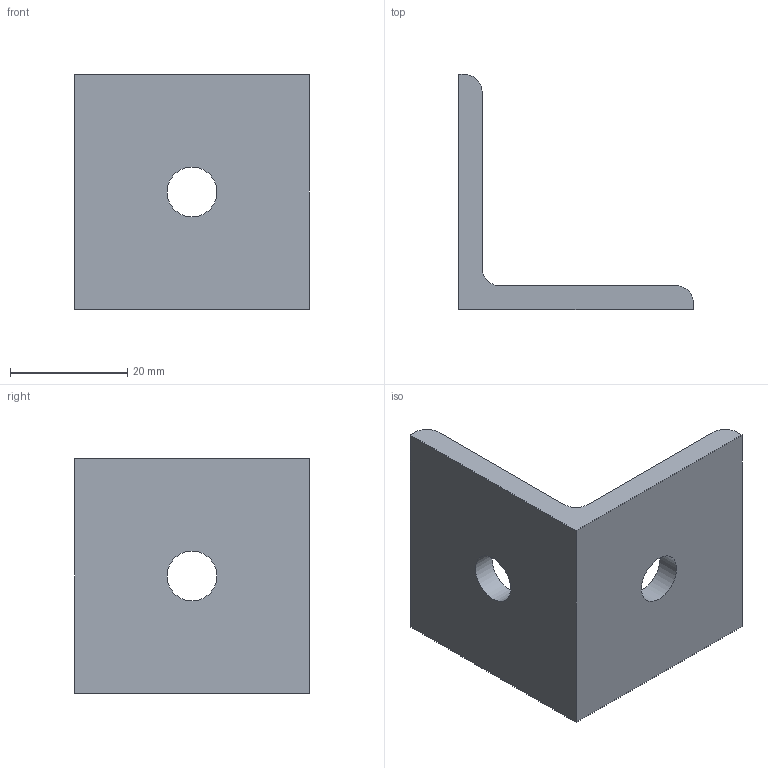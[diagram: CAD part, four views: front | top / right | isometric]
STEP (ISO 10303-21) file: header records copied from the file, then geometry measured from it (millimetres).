
FILE_DESCRIPTION(/* description */ ('SQUADRETTA 40x40x40 L'),/* implementation_level */ '2;1');
FILE_NAME(/* name */ 'DSQAL0000019.stp',/* time_stamp */ '2018-06-11T14:54:31+02:00',/* author */ ('fzagni'),/* organization */ (''),/* preprocessor_version */ 'ST-DEVELOPER v16.1',/* originating_system */ 'Autodesk Inventor 2016',/* authorisation */ '');
FILE_SCHEMA (('AUTOMOTIVE_DESIGN { 1 0 10303 214 3 1 1 }'));
Length unit declared in the file: millimetre
Products named in the file (1): 959520009252
Bounding box: 40 x 40 x 40 mm (x, y, z)
Volume: 11628.8 mm3; surface area: 6836.3 mm2
Topology: 1 solids, 1 shells, 13 faces, 33 edges, 22 vertices
Faces by surface type: plane 8, cylinder 5
Full cylindrical faces by diameter (mm): 8.5 x2
Entity records: 419 total; most frequent: DIRECTION 69, CARTESIAN_POINT 67, ORIENTED_EDGE 62, EDGE_CURVE 31, AXIS2_PLACEMENT_3D 24, VERTEX_POINT 22, LINE 21, VECTOR 21
